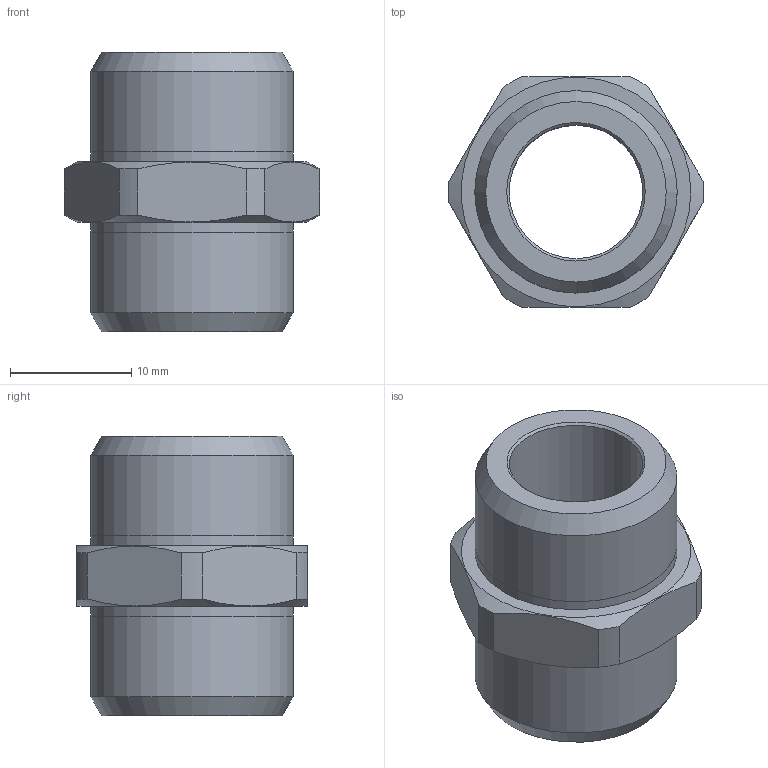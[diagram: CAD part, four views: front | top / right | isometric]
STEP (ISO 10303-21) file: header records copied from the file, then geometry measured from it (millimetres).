
FILE_DESCRIPTION(( 'RA.11.38.38.stp' ), '1');
FILE_NAME( 'RA.11.38.38.stp', '2018-09-27T17:27:25',( 'Sopra'),('sopra-pneumatic.com'), 'SwSTEP 2.0','SolidWorks 2009','' );
FILE_SCHEMA (('AUTOMOTIVE_DESIGN {1 0 10303 214 3 1 1}'));
Length unit declared in the file: millimetre
Products named in the file (1): NC26038NI
Bounding box: 21 x 19 x 23 mm (x, y, z)
Volume: 3205.2 mm3; surface area: 2382.6 mm2
Topology: 1 solids, 1 shells, 26 faces, 66 edges, 44 vertices
Faces by surface type: cylinder 11, plane 10, cone 5
Full cylindrical faces by diameter (mm): 11 x1, 16.662 x4
Entity records: 916 total; most frequent: CARTESIAN_POINT 161, DIRECTION 116, ORIENTED_EDGE 98, AXIS2_PLACEMENT_3D 52, EDGE_CURVE 49, EDGE_LOOP 40, FACE_BOUND 40, VERTEX_POINT 37
